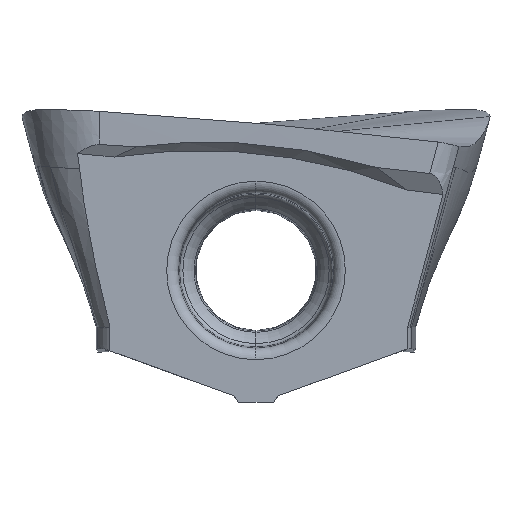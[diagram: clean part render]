
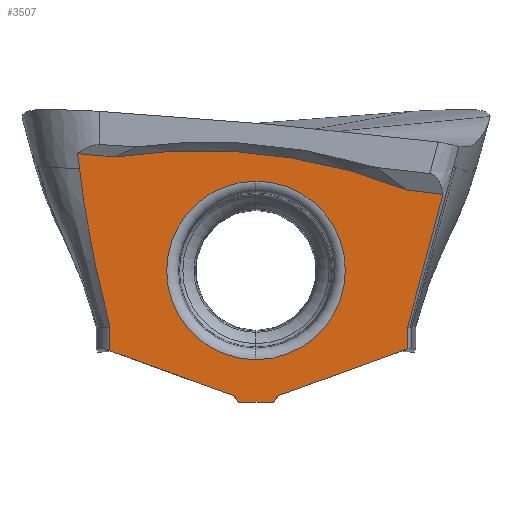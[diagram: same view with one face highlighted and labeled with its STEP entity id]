
A CAD part, front view. The second image highlights one B-rep face of the part: STEP entity #3507.
In plain terms, the highlighted planar face has unit normal (0, -1, 0).
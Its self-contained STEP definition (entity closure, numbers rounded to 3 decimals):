
#140=CARTESIAN_POINT('',(-7.715,0.,
5.053));
#145=CARTESIAN_POINT('',(-7.715,0.,
5.053));
#146=CARTESIAN_POINT('',(-7.705,0.,
4.981));
#147=CARTESIAN_POINT('',(-7.684,0.,4.836));
#148=CARTESIAN_POINT('',(-7.655,0.,
4.619));
#149=CARTESIAN_POINT('',(-7.637,0.,
4.474));
#150=CARTESIAN_POINT('',(-7.628,0.,
4.402));
#195=DIRECTION('',(-0.94,0.,-0.342));
#196=VECTOR('',#195,5.978);
#197=CARTESIAN_POINT('',(6.555,0.,
-3.387));
#198=LINE('',#197,#196);
#202=DIRECTION('',(-0.574,0.,-0.819));
#203=VECTOR('',#202,0.328);
#204=CARTESIAN_POINT('',(0.938,0.,
-5.432));
#205=LINE('',#204,#203);
#209=DIRECTION('',(-1.,0.,0.));
#210=VECTOR('',#209,1.5);
#211=CARTESIAN_POINT('',(0.75,0.,
-5.7));
#212=LINE('',#211,#210);
#216=DIRECTION('',(-0.574,0.,0.819));
#217=VECTOR('',#216,0.328);
#218=CARTESIAN_POINT('',(-0.75,0.,
-5.7));
#219=LINE('',#218,#217);
#223=DIRECTION('',(-0.94,0.,0.342));
#224=VECTOR('',#223,5.72);
#225=CARTESIAN_POINT('',(-0.938,0.,
-5.432));
#226=LINE('',#225,#224);
#230=DIRECTION('',(0.,0.,1.));
#231=VECTOR('',#230,1.025);
#232=CARTESIAN_POINT('',(-6.313,0.,
-3.475));
#233=LINE('',#232,#231);
#237=CARTESIAN_POINT('',(-7.715,0.,
5.053));
#238=CARTESIAN_POINT('',(-7.537,0.,
5.036));
#239=CARTESIAN_POINT('',(-7.181,0.,5.003));
#240=CARTESIAN_POINT('',(-6.654,0.,4.953));
#241=CARTESIAN_POINT('',(-6.306,0.,
4.92));
#242=CARTESIAN_POINT('',(-6.133,0.,
4.903));
#247=CARTESIAN_POINT('',(-2.414,0.,
-18.928));
#248=DIRECTION('',(0.,1.,0.));
#249=DIRECTION('',(-0.154,0.,0.988));
#250=AXIS2_PLACEMENT_3D('',#247,#248,#249);
#255=CARTESIAN_POINT('',(6.504,0.,3.483));
#256=CARTESIAN_POINT('',(7.03,0.,3.417));
#257=CARTESIAN_POINT('',(7.555,0.,3.351));
#258=CARTESIAN_POINT('',(8.081,0.,3.284));
#263=DIRECTION('',(0.,0.,-1.));
#264=VECTOR('',#263,0.937);
#265=CARTESIAN_POINT('',(6.555,0.,
-2.45));
#266=LINE('',#265,#264);
#270=CARTESIAN_POINT('',(0.,0.,
0.));
#271=DIRECTION('',(0.,-1.,0.));
#272=DIRECTION('',(0.,0.,1.));
#273=AXIS2_PLACEMENT_3D('',#270,#271,#272);
#278=CARTESIAN_POINT('',(0.,0.,
0.));
#279=DIRECTION('',(0.,-1.,0.));
#280=DIRECTION('',(-0.005,0.,1.));
#281=AXIS2_PLACEMENT_3D('',#278,#279,#280);
#286=CARTESIAN_POINT('',(0.,0.,
0.));
#287=DIRECTION('',(0.,-1.,0.));
#288=DIRECTION('',(0.,0.,-1.));
#289=AXIS2_PLACEMENT_3D('',#286,#287,#288);
#294=CARTESIAN_POINT('',(0.,0.,
0.));
#295=DIRECTION('',(0.,-1.,0.));
#296=DIRECTION('',(0.005,0.,-1.));
#297=AXIS2_PLACEMENT_3D('',#294,#295,#296);
#1829=CARTESIAN_POINT('',(6.555,0.,
-2.45));
#1830=CARTESIAN_POINT('',(6.726,0.,
-1.811));
#1831=CARTESIAN_POINT('',(7.065,0.,
-0.534));
#1832=CARTESIAN_POINT('',(7.574,0.,1.377));
#1833=CARTESIAN_POINT('',(7.912,0.,
2.649));
#1834=CARTESIAN_POINT('',(8.081,0.,
3.284));
#2257=CARTESIAN_POINT('',(-7.628,0.,
4.402));
#2258=CARTESIAN_POINT('',(-7.607,0.,
4.236));
#2259=CARTESIAN_POINT('',(-7.567,0.,
3.894));
#2260=CARTESIAN_POINT('',(-7.493,0.,
3.316));
#2261=CARTESIAN_POINT('',(-7.412,0.,
2.767));
#2262=CARTESIAN_POINT('',(-7.327,0.,
2.294));
#2263=CARTESIAN_POINT('',(-7.25,0.,
1.88));
#2264=CARTESIAN_POINT('',(-7.186,0.,
1.515));
#2265=CARTESIAN_POINT('',(-7.128,0.,
1.193));
#2266=CARTESIAN_POINT('',(-7.075,0.,
0.903));
#2267=CARTESIAN_POINT('',(-7.025,0.,
0.643));
#2268=CARTESIAN_POINT('',(-6.98,0.,
0.414));
#2269=CARTESIAN_POINT('',(-6.939,0.,
0.209));
#2270=CARTESIAN_POINT('',(-6.9,0.,
0.023));
#2271=CARTESIAN_POINT('',(-6.862,0.,
-0.155));
#2272=CARTESIAN_POINT('',(-6.823,0.,
-0.336));
#2273=CARTESIAN_POINT('',(-6.78,0.,
-0.528));
#2274=CARTESIAN_POINT('',(-6.733,0.,
-0.737));
#2275=CARTESIAN_POINT('',(-6.681,0.,
-0.963));
#2276=CARTESIAN_POINT('',(-6.623,0.,
-1.207));
#2277=CARTESIAN_POINT('',(-6.559,0.,
-1.476));
#2278=CARTESIAN_POINT('',(-6.485,0.,
-1.777));
#2279=CARTESIAN_POINT('',(-6.402,0.,
-2.109));
#2280=CARTESIAN_POINT('',(-6.343,0.,
-2.335));
#2281=CARTESIAN_POINT('',(-6.313,0.,
-2.45));
#2831=VERTEX_POINT('',#140);
#2832=VERTEX_POINT('',#150);
#2837=VERTEX_POINT('',#255);
#2838=VERTEX_POINT('',#258);
#2839=VERTEX_POINT('',#242);
#2840=CARTESIAN_POINT('',(6.555,0.,
-3.387));
#2841=CARTESIAN_POINT('',(0.938,0.,
-5.432));
#2842=VERTEX_POINT('',#2840);
#2843=VERTEX_POINT('',#2841);
#2844=CARTESIAN_POINT('',(0.75,0.,
-5.7));
#2845=VERTEX_POINT('',#2844);
#2846=CARTESIAN_POINT('',(-0.75,0.,
-5.7));
#2847=VERTEX_POINT('',#2846);
#2848=CARTESIAN_POINT('',(-0.938,0.,
-5.432));
#2849=VERTEX_POINT('',#2848);
#2850=CARTESIAN_POINT('',(-6.313,0.,
-3.475));
#2851=VERTEX_POINT('',#2850);
#2852=CARTESIAN_POINT('',(-6.313,0.,
-2.45));
#2853=VERTEX_POINT('',#2852);
#2854=VERTEX_POINT('',#1829);
#2855=CARTESIAN_POINT('',(-0.018,0.,
3.861));
#2856=CARTESIAN_POINT('',(0.,0.,
-3.861));
#2857=VERTEX_POINT('',#2855);
#2858=VERTEX_POINT('',#2856);
#2859=CARTESIAN_POINT('',(0.,0.,
3.861));
#2860=VERTEX_POINT('',#2859);
#2861=CARTESIAN_POINT('',(0.018,0.,
-3.861));
#2862=VERTEX_POINT('',#2861);
#3466=CARTESIAN_POINT('',(0.391,0.,-0.94));
#3467=DIRECTION('',(0.,-1.,0.));
#3468=DIRECTION('',(0.156,0.,0.988));
#3469=AXIS2_PLACEMENT_3D('',#3466,#3467,#3468);
#3470=PLANE('',#3469);
#3472=ORIENTED_EDGE('',*,*,#3471,.T.);
#3474=ORIENTED_EDGE('',*,*,#3473,.T.);
#3476=ORIENTED_EDGE('',*,*,#3475,.T.);
#3478=ORIENTED_EDGE('',*,*,#3477,.T.);
#3480=ORIENTED_EDGE('',*,*,#3479,.T.);
#3482=ORIENTED_EDGE('',*,*,#3481,.T.);
#3484=ORIENTED_EDGE('',*,*,#3483,.F.);
#3485=ORIENTED_EDGE('',*,*,#3417,.F.);
#3486=ORIENTED_EDGE('',*,*,#3457,.T.);
#3488=ORIENTED_EDGE('',*,*,#3487,.T.);
#3490=ORIENTED_EDGE('',*,*,#3489,.T.);
#3492=ORIENTED_EDGE('',*,*,#3491,.F.);
#3494=ORIENTED_EDGE('',*,*,#3493,.T.);
#3495=EDGE_LOOP('',(#3472,#3474,#3476,#3478,#3480,#3482,#3484,#3485,#3486,#3488,
#3490,#3492,#3494));
#3496=FACE_OUTER_BOUND('',#3495,.F.);
#3498=ORIENTED_EDGE('',*,*,#3497,.T.);
#3500=ORIENTED_EDGE('',*,*,#3499,.T.);
#3502=ORIENTED_EDGE('',*,*,#3501,.T.);
#3504=ORIENTED_EDGE('',*,*,#3503,.T.);
#3505=EDGE_LOOP('',(#3498,#3500,#3502,#3504));
#3506=FACE_BOUND('',#3505,.F.);
#151=B_SPLINE_CURVE_WITH_KNOTS('',3,(#145,#146,#147,#148,#149,#150),
.UNSPECIFIED.,.F.,.F.,(4,1,1,4),(0.,0.333,0.667,1.),
.UNSPECIFIED.);
#243=B_SPLINE_CURVE_WITH_KNOTS('',3,(#237,#238,#239,#240,#241,#242),
.UNSPECIFIED.,.F.,.F.,(4,1,1,4),(0.,0.333,0.667,1.),
.UNSPECIFIED.);
#251=CIRCLE('',#250,24.12);
#259=B_SPLINE_CURVE_WITH_KNOTS('',3,(#255,#256,#257,#258),.UNSPECIFIED.,.F.,.F.,
(4,4),(0.,1.),.UNSPECIFIED.);
#274=CIRCLE('',#273,3.861);
#282=CIRCLE('',#281,3.861);
#290=CIRCLE('',#289,3.861);
#298=CIRCLE('',#297,3.861);
#1835=B_SPLINE_CURVE_WITH_KNOTS('',3,(#1829,#1830,#1831,#1832,#1833,#1834),
.UNSPECIFIED.,.F.,.F.,(4,1,1,4),(0.,0.333,0.667,1.),
.UNSPECIFIED.);
#2282=B_SPLINE_CURVE_WITH_KNOTS('',3,(#2257,#2258,#2259,#2260,#2261,#2262,#2263,
#2264,#2265,#2266,#2267,#2268,#2269,#2270,#2271,#2272,#2273,#2274,#2275,#2276,
#2277,#2278,#2279,#2280,#2281),.UNSPECIFIED.,.F.,.F.,(4,1,1,1,1,1,1,1,1,1,1,1,1,
1,1,1,1,1,1,1,1,1,4),(0.,0.045,0.091,
0.136,0.182,0.227,0.273,
0.318,0.364,0.409,0.455,0.5,
0.545,0.591,0.636,0.682,
0.727,0.773,0.818,0.864,
0.909,0.955,1.),.UNSPECIFIED.);
#3417=EDGE_CURVE('',#2831,#2832,#151,.T.);
#3457=EDGE_CURVE('',#2831,#2839,#243,.T.);
#3471=EDGE_CURVE('',#2842,#2843,#198,.T.);
#3473=EDGE_CURVE('',#2843,#2845,#205,.T.);
#3475=EDGE_CURVE('',#2845,#2847,#212,.T.);
#3477=EDGE_CURVE('',#2847,#2849,#219,.T.);
#3479=EDGE_CURVE('',#2849,#2851,#226,.T.);
#3481=EDGE_CURVE('',#2851,#2853,#233,.T.);
#3483=EDGE_CURVE('',#2832,#2853,#2282,.T.);
#3487=EDGE_CURVE('',#2839,#2837,#251,.T.);
#3489=EDGE_CURVE('',#2837,#2838,#259,.T.);
#3491=EDGE_CURVE('',#2854,#2838,#1835,.T.);
#3493=EDGE_CURVE('',#2854,#2842,#266,.T.);
#3497=EDGE_CURVE('',#2860,#2857,#274,.T.);
#3499=EDGE_CURVE('',#2857,#2858,#282,.T.);
#3501=EDGE_CURVE('',#2858,#2862,#290,.T.);
#3503=EDGE_CURVE('',#2862,#2860,#298,.T.);
#3507=ADVANCED_FACE('',(#3496,#3506),#3470,.T.);
